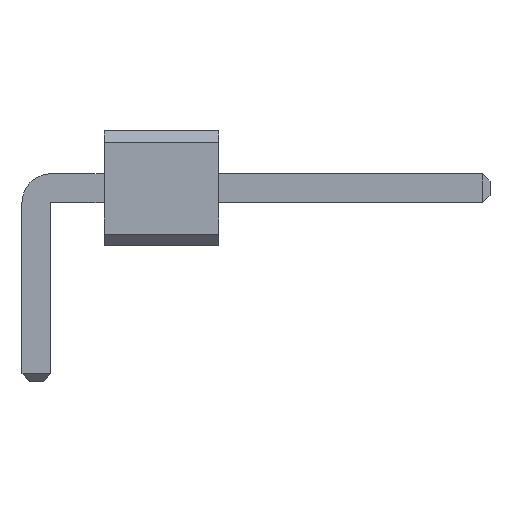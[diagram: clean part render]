
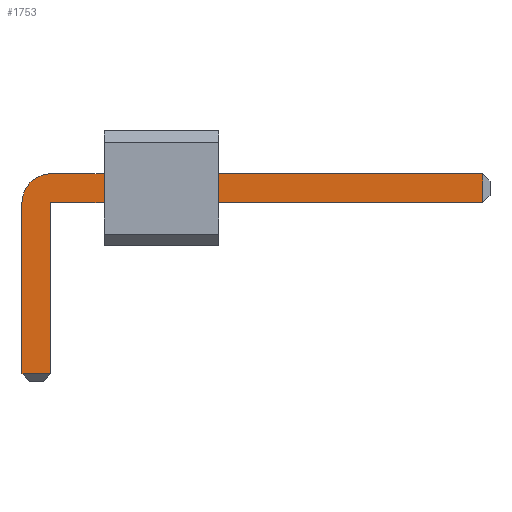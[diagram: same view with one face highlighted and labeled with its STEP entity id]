
A CAD part, front view. The second image highlights one B-rep face of the part: STEP entity #1753.
In plain terms, the highlighted planar face has unit normal (0, -1, 0).
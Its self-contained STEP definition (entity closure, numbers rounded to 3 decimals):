
#13=DIRECTION('',(0.,0.,1.));
#727=VECTOR('',#13,1.);
#1434=VECTOR('',#1435,1.);
#1435=DIRECTION('',(0.,0.,-1.));
#1555=VECTOR('',#1556,1.);
#1556=DIRECTION('',(1.,0.,0.));
#1568=VECTOR('',#1569,1.);
#1569=DIRECTION('',(-1.,0.,0.));
#1590=DIRECTION('',(-0.,1.,0.));
#1594=DIRECTION('',(0.,1.,0.));
#1595=DIRECTION('',(1.,0.,0.));
#1602=VERTEX_POINT('',#1603);
#1603=CARTESIAN_POINT('',(0.32,-28.26,1.59));
#1605=ORIENTED_EDGE('',*,*,#1606,.T.);
#1606=EDGE_CURVE('',#1602,#1607,#1609,.T.);
#1607=VERTEX_POINT('',#1608);
#1608=CARTESIAN_POINT('',(9.88,-28.26,1.59));
#1609=LINE('',#1610,#1555);
#1610=CARTESIAN_POINT('',(-0.32,-28.26,1.59));
#1648=EDGE_CURVE('',#1649,#1602,#1651,.T.);
#1649=VERTEX_POINT('',#1650);
#1650=CARTESIAN_POINT('',(-0.32,-28.26,0.95));
#1651=CIRCLE('',#1652,0.64);
#1652=AXIS2_PLACEMENT_3D('',#1653,#1590,#1435);
#1653=CARTESIAN_POINT('',(0.32,-28.26,0.95));
#1665=VERTEX_POINT('',#1666);
#1666=CARTESIAN_POINT('',(9.88,-28.26,0.95));
#1668=ORIENTED_EDGE('',*,*,#1669,.T.);
#1669=EDGE_CURVE('',#1665,#1670,#1671,.T.);
#1670=VERTEX_POINT('',#1653);
#1671=LINE('',#1672,#1568);
#1672=CARTESIAN_POINT('',(10.04,-28.26,0.95));
#1684=VERTEX_POINT('',#1685);
#1685=CARTESIAN_POINT('',(-0.32,-28.26,-2.84));
#1687=ORIENTED_EDGE('',*,*,#1688,.T.);
#1688=EDGE_CURVE('',#1684,#1649,#1689,.T.);
#1689=LINE('',#1690,#727);
#1690=CARTESIAN_POINT('',(-0.32,-28.26,-3.));
#1698=ORIENTED_EDGE('',*,*,#1699,.T.);
#1699=EDGE_CURVE('',#1670,#1700,#1702,.T.);
#1700=VERTEX_POINT('',#1701);
#1701=CARTESIAN_POINT('',(0.32,-28.26,-2.84));
#1702=LINE('',#1653,#1434);
#1753=ADVANCED_FACE('',(#1754),#1763,.F.);
#1754=FACE_BOUND('',#1755,.F.);
#1755=EDGE_LOOP('',(#1605,#1756,#1668,#1698,#1759,#1687,#1762));
#1756=ORIENTED_EDGE('',*,*,#1757,.T.);
#1757=EDGE_CURVE('',#1607,#1665,#1758,.T.);
#1758=LINE('',#1608,#1434);
#1759=ORIENTED_EDGE('',*,*,#1760,.T.);
#1760=EDGE_CURVE('',#1700,#1684,#1761,.T.);
#1761=LINE('',#1701,#1568);
#1762=ORIENTED_EDGE('',*,*,#1648,.T.);
#1763=PLANE('',#1764);
#1764=AXIS2_PLACEMENT_3D('',#1765,#1594,#1595);
#1765=CARTESIAN_POINT('',(3.576,-28.26,0.579));
